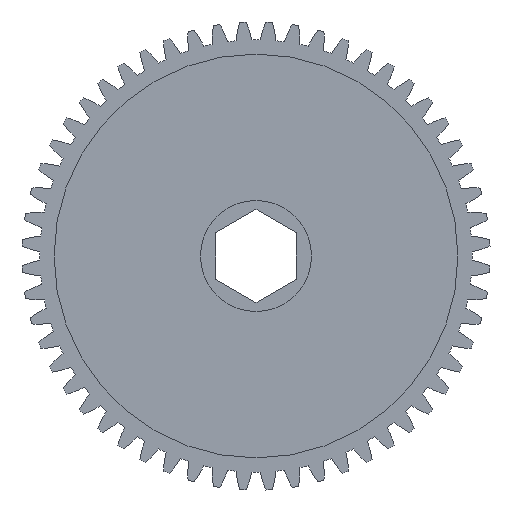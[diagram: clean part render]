
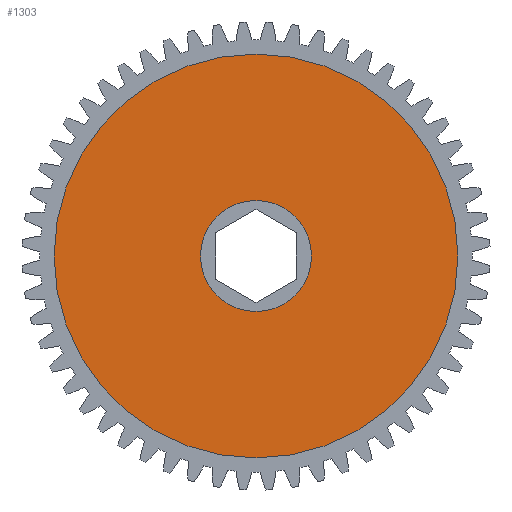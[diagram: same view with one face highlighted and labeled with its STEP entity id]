
A CAD part, left-side view. The second image highlights one B-rep face of the part: STEP entity #1303.
In plain terms, the highlighted planar face has unit normal (-1, 0, 0).
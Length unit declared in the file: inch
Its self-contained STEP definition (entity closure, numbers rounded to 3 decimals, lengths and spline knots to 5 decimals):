
#139 = VERTEX_POINT ( 'NONE', #4186 ) ;
#628 = EDGE_LOOP ( 'NONE', ( #6543, #3002 ) ) ;
#1032 = EDGE_CURVE ( 'NONE', #3613, #139, #6193, .T. ) ;
#1075 = DIRECTION ( 'NONE',  ( 0., 0., 1. ) ) ;
#1101 = DIRECTION ( 'NONE',  ( -1., 0., 0. ) ) ;
#1110 = CARTESIAN_POINT ( 'NONE',  ( 0.1375, 0., 0. ) ) ;
#1293 = ORIENTED_EDGE ( 'NONE', *, *, #6666, .F. ) ;
#1303 = ADVANCED_FACE ( 'NONE', ( #4134, #4256 ), #4203, .T. ) ;
#1599 = EDGE_CURVE ( 'NONE', #139, #3613, #2513, .T. ) ;
#1882 = DIRECTION ( 'NONE',  ( 0., 0., 1. ) ) ;
#1907 = DIRECTION ( 'NONE',  ( -1., 0., 0. ) ) ;
#1921 = CARTESIAN_POINT ( 'NONE',  ( 0.1375, 0., 0. ) ) ;
#1986 = ORIENTED_EDGE ( 'NONE', *, *, #4843, .F. ) ;
#2513 = CIRCLE ( 'NONE', #8241, 1.25 ) ;
#2761 = VERTEX_POINT ( 'NONE', #3230 ) ;
#2935 = DIRECTION ( 'NONE',  ( 0., 0., 1. ) ) ;
#2936 = CARTESIAN_POINT ( 'NONE',  ( 0.1375, 0., 0. ) ) ;
#3002 = ORIENTED_EDGE ( 'NONE', *, *, #1032, .T. ) ;
#3230 = CARTESIAN_POINT ( 'NONE',  ( 0.1375, 0., 0.34375 ) ) ;
#3267 = CARTESIAN_POINT ( 'NONE',  ( 0.1375, 0., -1.25 ) ) ;
#3598 = CIRCLE ( 'NONE', #5475, 0.34375 ) ;
#3613 = VERTEX_POINT ( 'NONE', #3267 ) ;
#4134 = FACE_BOUND ( 'NONE', #7530, .T. ) ;
#4165 = VERTEX_POINT ( 'NONE', #7679 ) ;
#4186 = CARTESIAN_POINT ( 'NONE',  ( 0.1375, 0., 1.25 ) ) ;
#4203 = PLANE ( 'NONE',  #7230 ) ;
#4256 = FACE_OUTER_BOUND ( 'NONE', #628, .T. ) ;
#4843 = EDGE_CURVE ( 'NONE', #2761, #4165, #5699, .T. ) ;
#4859 = CARTESIAN_POINT ( 'NONE',  ( 0.1375, 0., 0. ) ) ;
#4900 = DIRECTION ( 'NONE',  ( -1., 0., 0. ) ) ;
#4951 = CARTESIAN_POINT ( 'NONE',  ( 0.1375, 0., 0. ) ) ;
#5050 = DIRECTION ( 'NONE',  ( 0., 0., 1. ) ) ;
#5217 = DIRECTION ( 'NONE',  ( 0., 0., 1. ) ) ;
#5475 = AXIS2_PLACEMENT_3D ( 'NONE', #1110, #1101, #1075 ) ;
#5699 = CIRCLE ( 'NONE', #7937, 0.34375 ) ;
#5885 = DIRECTION ( 'NONE',  ( -1., 0., 0. ) ) ;
#6193 = CIRCLE ( 'NONE', #6645, 1.25 ) ;
#6543 = ORIENTED_EDGE ( 'NONE', *, *, #1599, .T. ) ;
#6645 = AXIS2_PLACEMENT_3D ( 'NONE', #2936, #5885, #5050 ) ;
#6666 = EDGE_CURVE ( 'NONE', #4165, #2761, #3598, .T. ) ;
#7016 = DIRECTION ( 'NONE',  ( -1., 0., 0. ) ) ;
#7230 = AXIS2_PLACEMENT_3D ( 'NONE', #4859, #7016, #2935 ) ;
#7530 = EDGE_LOOP ( 'NONE', ( #1293, #1986 ) ) ;
#7679 = CARTESIAN_POINT ( 'NONE',  ( 0.1375, 0., -0.34375 ) ) ;
#7937 = AXIS2_PLACEMENT_3D ( 'NONE', #1921, #1907, #1882 ) ;
#8241 = AXIS2_PLACEMENT_3D ( 'NONE', #4951, #4900, #5217 ) ;
